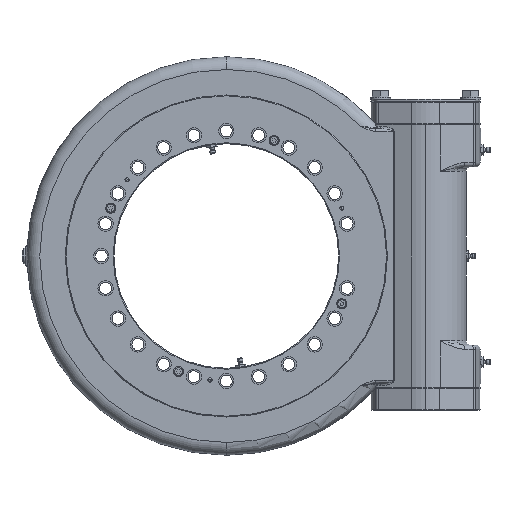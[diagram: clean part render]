
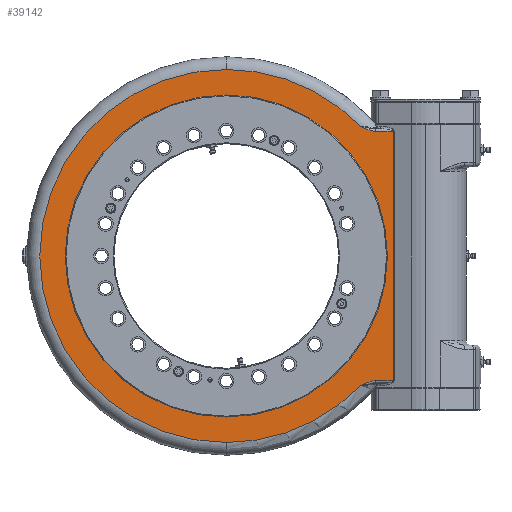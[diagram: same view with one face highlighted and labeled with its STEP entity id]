
A CAD part, left-side view. The second image highlights one B-rep face of the part: STEP entity #39142.
In plain terms, the highlighted planar face has unit normal (-1, 0, 0).
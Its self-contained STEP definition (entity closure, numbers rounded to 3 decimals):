
#148 = CARTESIAN_POINT ( 'NONE',  ( -37., -174.668, 147.067 ) ) ;
#290 = CARTESIAN_POINT ( 'NONE',  ( -37., -163.952, 150.351 ) ) ;
#774 = CARTESIAN_POINT ( 'NONE',  ( -37., -160.935, 147. ) ) ;
#1457 = CARTESIAN_POINT ( 'NONE',  ( -37., 190., 0. ) ) ;
#1900 = CARTESIAN_POINT ( 'NONE',  ( -37., -158.085, -153. ) ) ;
#1973 = B_SPLINE_CURVE_WITH_KNOTS ( 'NONE', 3,
 ( #16855, #7019, #148, #20359, #9820, #33275, #10403, #40428, #13192, #33424, #290, #17002, #36492, #10253, #33129, #23810, #16566, #39857 ),
 .UNSPECIFIED., .F., .F.,
 ( 4, 2, 2, 2, 2, 2, 2, 2, 4 ),
 ( 0., 0.002, 0.005, 0.007, 0.01, 0.014, 0.017, 0.018, 0.019 ),
 .UNSPECIFIED. ) ;
#2476 = LINE ( 'NONE', #774, #36966 ) ;
#2532 = VERTEX_POINT ( 'NONE', #22054 ) ;
#2822 = VECTOR ( 'NONE', #12052, 1000. ) ;
#3378 = DIRECTION ( 'NONE',  ( -1., 0., 0. ) ) ;
#3762 = CARTESIAN_POINT ( 'NONE',  ( -37., -158.085, 153. ) ) ;
#5098 = CARTESIAN_POINT ( 'NONE',  ( -37., 0., 190. ) ) ;
#5386 = CARTESIAN_POINT ( 'NONE',  ( -37., 0., 0. ) ) ;
#5718 = CARTESIAN_POINT ( 'NONE',  ( -37., -170.74, -147.847 ) ) ;
#6100 = EDGE_CURVE ( 'NONE', #27127, #34745, #29449, .T. ) ;
#6272 = EDGE_CURVE ( 'NONE', #16723, #42570, #37819, .T. ) ;
#7019 = CARTESIAN_POINT ( 'NONE',  ( -37., -175.468, 147. ) ) ;
#7095 = CARTESIAN_POINT ( 'NONE',  ( -37., -176.279, 147. ) ) ;
#8212 = ORIENTED_EDGE ( 'NONE', *, *, #6100, .T. ) ;
#8938 = ORIENTED_EDGE ( 'NONE', *, *, #18725, .T. ) ;
#9769 = CARTESIAN_POINT ( 'NONE',  ( -37., -197.277, -147. ) ) ;
#9820 = CARTESIAN_POINT ( 'NONE',  ( -37., -172.299, 147.457 ) ) ;
#10013 = AXIS2_PLACEMENT_3D ( 'NONE', #29030, #38823, #42038 ) ;
#10120 = AXIS2_PLACEMENT_3D ( 'NONE', #13208, #3378, #20501 ) ;
#10253 = CARTESIAN_POINT ( 'NONE',  ( -37., -159.915, 152.164 ) ) ;
#10299 = ORIENTED_EDGE ( 'NONE', *, *, #15459, .T. ) ;
#10403 = CARTESIAN_POINT ( 'NONE',  ( -37., -169.965, 148.076 ) ) ;
#11499 = ORIENTED_EDGE ( 'NONE', *, *, #25777, .T. ) ;
#11809 = ORIENTED_EDGE ( 'NONE', *, *, #6272, .T. ) ;
#12052 = DIRECTION ( 'NONE',  ( 0., 0., 1. ) ) ;
#12420 = CARTESIAN_POINT ( 'NONE',  ( -37., 0., 220. ) ) ;
#12632 = CARTESIAN_POINT ( 'NONE',  ( -37., -159.55, -152.332 ) ) ;
#13192 = CARTESIAN_POINT ( 'NONE',  ( -37., -167.681, 148.851 ) ) ;
#13208 = CARTESIAN_POINT ( 'NONE',  ( -37., 0., 0. ) ) ;
#13221 = LINE ( 'NONE', #9769, #42412 ) ;
#13533 = DIRECTION ( 'NONE',  ( 0., 0., 1. ) ) ;
#13795 = VERTEX_POINT ( 'NONE', #42069 ) ;
#13818 = DIRECTION ( 'NONE',  ( -1., 0., 0. ) ) ;
#13907 = AXIS2_PLACEMENT_3D ( 'NONE', #5386, #32514, #18746 ) ;
#14139 = VERTEX_POINT ( 'NONE', #5098 ) ;
#14350 = EDGE_CURVE ( 'NONE', #13795, #14139, #18708, .T. ) ;
#14860 = AXIS2_PLACEMENT_3D ( 'NONE', #1457, #31803, #31512 ) ;
#14976 = ORIENTED_EDGE ( 'NONE', *, *, #20988, .F. ) ;
#15459 = EDGE_CURVE ( 'NONE', #42570, #27127, #13221, .T. ) ;
#15978 = CARTESIAN_POINT ( 'NONE',  ( -37., -173.084, -147.295 ) ) ;
#16566 = CARTESIAN_POINT ( 'NONE',  ( -37., -158.45, 152.834 ) ) ;
#16723 = VERTEX_POINT ( 'NONE', #1900 ) ;
#16855 = CARTESIAN_POINT ( 'NONE',  ( -37., -176.279, 147. ) ) ;
#17002 = CARTESIAN_POINT ( 'NONE',  ( -37., -161.746, 151.332 ) ) ;
#18228 = DIRECTION ( 'NONE',  ( 0., 1., 0. ) ) ;
#18708 = CIRCLE ( 'NONE', #20275, 190. ) ;
#18725 = EDGE_CURVE ( 'NONE', #33759, #2532, #27319, .T. ) ;
#18746 = DIRECTION ( 'NONE',  ( 0., 0., -1. ) ) ;
#18939 = CARTESIAN_POINT ( 'NONE',  ( -37., -169.966, -148.076 ) ) ;
#19009 = CIRCLE ( 'NONE', #10013, 220. ) ;
#19080 = CARTESIAN_POINT ( 'NONE',  ( -37., -165.431, -149.716 ) ) ;
#19356 = CARTESIAN_POINT ( 'NONE',  ( -37., -168.437, -148.578 ) ) ;
#20275 = AXIS2_PLACEMENT_3D ( 'NONE', #33479, #13818, #13533 ) ;
#20359 = CARTESIAN_POINT ( 'NONE',  ( -37., -173.084, 147.295 ) ) ;
#20501 = DIRECTION ( 'NONE',  ( 0., 0., 1. ) ) ;
#20988 = EDGE_CURVE ( 'NONE', #14139, #13795, #41057, .T. ) ;
#21701 = VERTEX_POINT ( 'NONE', #3762 ) ;
#22054 = CARTESIAN_POINT ( 'NONE',  ( -37., 0., -220. ) ) ;
#23810 = CARTESIAN_POINT ( 'NONE',  ( -37., -158.817, 152.666 ) ) ;
#24649 = EDGE_CURVE ( 'NONE', #34745, #38574, #2476, .T. ) ;
#24971 = PLANE ( 'NONE',  #14860 ) ;
#25777 = EDGE_CURVE ( 'NONE', #21701, #33759, #19009, .T. ) ;
#25856 = CARTESIAN_POINT ( 'NONE',  ( -37., -196.725, 147. ) ) ;
#25865 = CARTESIAN_POINT ( 'NONE',  ( -37., -167.681, -148.851 ) ) ;
#26436 = CARTESIAN_POINT ( 'NONE',  ( -37., -176.279, -147. ) ) ;
#26522 = DIRECTION ( 'NONE',  ( 0., -1., 0. ) ) ;
#26875 = AXIS2_PLACEMENT_3D ( 'NONE', #30066, #36811, #40172 ) ;
#27127 = VERTEX_POINT ( 'NONE', #35730 ) ;
#27319 = CIRCLE ( 'NONE', #13907, 220. ) ;
#29030 = CARTESIAN_POINT ( 'NONE',  ( -37., 0., 0. ) ) ;
#29077 = EDGE_LOOP ( 'NONE', ( #11499, #8938, #39129, #11809, #10299, #8212, #38115, #33245 ) ) ;
#29348 = CARTESIAN_POINT ( 'NONE',  ( -37., -172.299, -147.457 ) ) ;
#29449 = LINE ( 'NONE', #35055, #2822 ) ;
#30066 = CARTESIAN_POINT ( 'NONE',  ( -37., 0., 0. ) ) ;
#30189 = EDGE_CURVE ( 'NONE', #38574, #21701, #1973, .T. ) ;
#30450 = EDGE_LOOP ( 'NONE', ( #14976, #33407 ) ) ;
#31512 = DIRECTION ( 'NONE',  ( 0., 0., -1. ) ) ;
#31803 = DIRECTION ( 'NONE',  ( 1., 0., 0. ) ) ;
#32122 = CARTESIAN_POINT ( 'NONE',  ( -37., -174.668, -147.067 ) ) ;
#32514 = DIRECTION ( 'NONE',  ( -1., 0., 0. ) ) ;
#33129 = CARTESIAN_POINT ( 'NONE',  ( -37., -159.549, 152.331 ) ) ;
#33229 = FACE_BOUND ( 'NONE', #30450, .T. ) ;
#33245 = ORIENTED_EDGE ( 'NONE', *, *, #30189, .T. ) ;
#33275 = CARTESIAN_POINT ( 'NONE',  ( -37., -170.74, 147.847 ) ) ;
#33407 = ORIENTED_EDGE ( 'NONE', *, *, #14350, .F. ) ;
#33424 = CARTESIAN_POINT ( 'NONE',  ( -37., -165.431, 149.716 ) ) ;
#33479 = CARTESIAN_POINT ( 'NONE',  ( -37., 0., 0. ) ) ;
#33759 = VERTEX_POINT ( 'NONE', #12420 ) ;
#34745 = VERTEX_POINT ( 'NONE', #25856 ) ;
#35055 = CARTESIAN_POINT ( 'NONE',  ( -37., -196.725, 150. ) ) ;
#35627 = CARTESIAN_POINT ( 'NONE',  ( -37., -176.279, -147. ) ) ;
#35730 = CARTESIAN_POINT ( 'NONE',  ( -37., -196.725, -147. ) ) ;
#35777 = CARTESIAN_POINT ( 'NONE',  ( -37., -175.468, -147. ) ) ;
#36066 = CARTESIAN_POINT ( 'NONE',  ( -37., -163.952, -150.351 ) ) ;
#36492 = CARTESIAN_POINT ( 'NONE',  ( -37., -161.013, 151.664 ) ) ;
#36811 = DIRECTION ( 'NONE',  ( -1., 0., 0. ) ) ;
#36892 = CIRCLE ( 'NONE', #26875, 220. ) ;
#36966 = VECTOR ( 'NONE', #18228, 1000. ) ;
#37819 = B_SPLINE_CURVE_WITH_KNOTS ( 'NONE', 3,
 ( #42357, #12632, #39432, #36066, #19080, #25865, #19356, #18939, #5718, #29348, #15978, #32122, #35777, #35627 ),
 .UNSPECIFIED., .F., .F.,
 ( 4, 2, 2, 2, 2, 2, 4 ),
 ( 0., 0.005, 0.01, 0.012, 0.014, 0.017, 0.019 ),
 .UNSPECIFIED. ) ;
#38115 = ORIENTED_EDGE ( 'NONE', *, *, #24649, .T. ) ;
#38574 = VERTEX_POINT ( 'NONE', #7095 ) ;
#38823 = DIRECTION ( 'NONE',  ( -1., 0., 0. ) ) ;
#39015 = EDGE_CURVE ( 'NONE', #2532, #16723, #36892, .T. ) ;
#39129 = ORIENTED_EDGE ( 'NONE', *, *, #39015, .T. ) ;
#39142 = ADVANCED_FACE ( 'NONE', ( #43170, #33229 ), #24971, .F. ) ;
#39432 = CARTESIAN_POINT ( 'NONE',  ( -37., -161.011, -151.659 ) ) ;
#39857 = CARTESIAN_POINT ( 'NONE',  ( -37., -158.085, 153. ) ) ;
#40172 = DIRECTION ( 'NONE',  ( 0., 0., -1. ) ) ;
#40428 = CARTESIAN_POINT ( 'NONE',  ( -37., -168.437, 148.578 ) ) ;
#41057 = CIRCLE ( 'NONE', #10120, 190. ) ;
#42038 = DIRECTION ( 'NONE',  ( 0., 0., -1. ) ) ;
#42069 = CARTESIAN_POINT ( 'NONE',  ( -37., 0., -190. ) ) ;
#42357 = CARTESIAN_POINT ( 'NONE',  ( -37., -158.085, -153. ) ) ;
#42412 = VECTOR ( 'NONE', #26522, 1000. ) ;
#42570 = VERTEX_POINT ( 'NONE', #26436 ) ;
#43170 = FACE_OUTER_BOUND ( 'NONE', #29077, .T. ) ;
